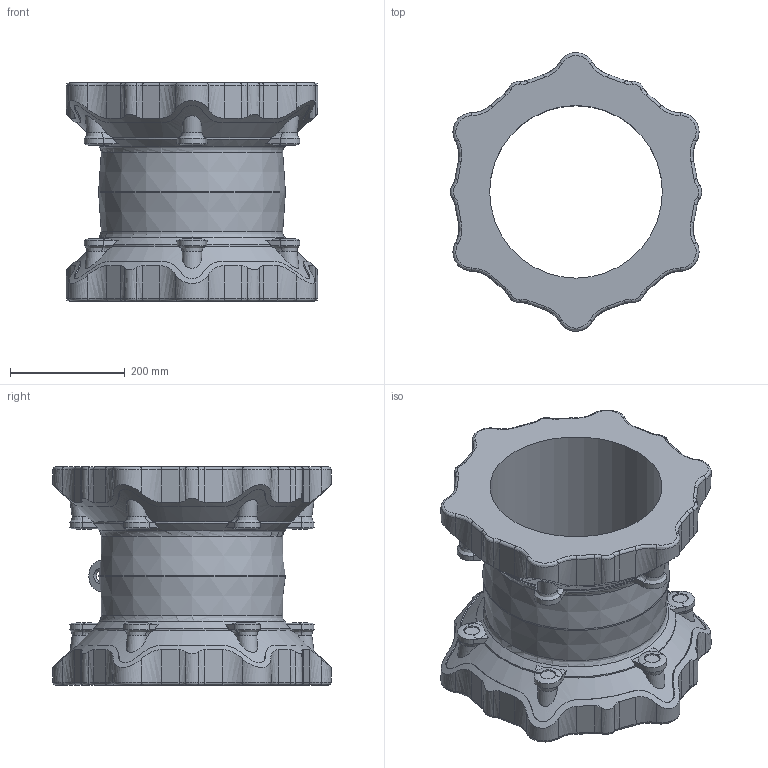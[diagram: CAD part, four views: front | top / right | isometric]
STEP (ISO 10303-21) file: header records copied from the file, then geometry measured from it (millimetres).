
FILE_DESCRIPTION (( 'STEP AP203' ), '1' );
FILE_NAME ('O_631_00_DN250_AA1_step.step', '2016-05-19T07:46:58', ( 'Windows User' ), ( 'AVK' ), 'SwSTEP 2.0', 'SolidWorks 2012', '' );
FILE_SCHEMA (( 'CONFIG_CONTROL_DESIGN' ));
Length unit declared in the file: millimetre
Products named in the file (1): O_631_00_DN250_AA1_step
Bounding box: 438.73 x 485.42 x 381 mm (x, y, z)
Volume: 15464619.7 mm3; surface area: 1092667.4 mm2
Topology: 1 solids, 1 shells, 613 faces, 1581 edges, 973 vertices
Faces by surface type: bspline 362, plane 129, cylinder 76, torus 29, cone 17
Full cylindrical faces by diameter (mm): 25 x1, 301 x1
Entity records: 40547 total; most frequent: CARTESIAN_POINT 29042, ORIENTED_EDGE 3116, EDGE_CURVE 1558, DIRECTION 1438, VERTEX_POINT 964, EDGE_LOOP 630, FACE_OUTER_BOUND 617, ADVANCED_FACE 611
